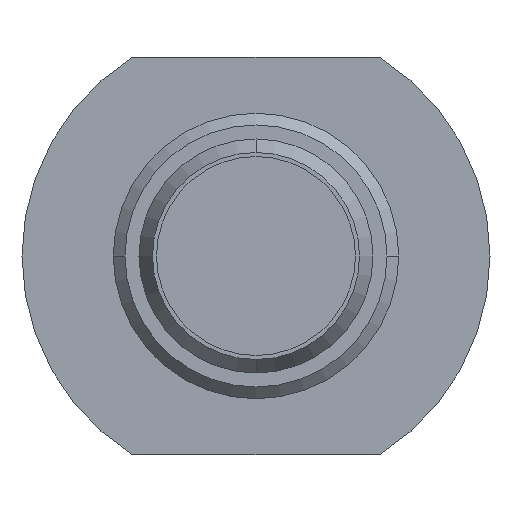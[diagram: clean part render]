
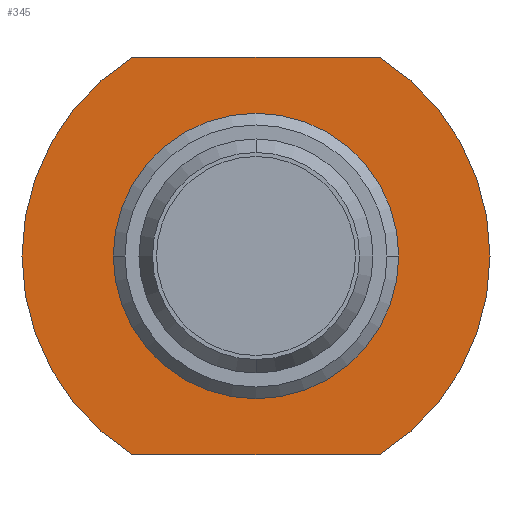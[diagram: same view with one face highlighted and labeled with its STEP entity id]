
A CAD part, front view. The second image highlights one B-rep face of the part: STEP entity #345.
In plain terms, the highlighted planar face has unit normal (0, -1, 0).
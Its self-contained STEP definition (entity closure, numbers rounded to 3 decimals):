
#71=CARTESIAN_POINT('',(0.,32.5,0.));
#72=DIRECTION('',(0.,1.,0.));
#73=DIRECTION('',(-1.,0.,0.));
#74=AXIS2_PLACEMENT_3D('',#71,#72,#73);
#85=CARTESIAN_POINT('',(0.,32.5,0.));
#86=DIRECTION('',(0.,1.,0.));
#87=DIRECTION('',(1.,0.,0.));
#88=AXIS2_PLACEMENT_3D('',#85,#86,#87);
#94=DIRECTION('',(-1.,0.,0.));
#95=VECTOR('',#94,10.536);
#96=CARTESIAN_POINT('',(5.268,32.5,-8.5));
#97=LINE('',#96,#95);
#98=CARTESIAN_POINT('',(0.,32.5,0.));
#99=DIRECTION('',(0.,1.,0.));
#100=DIRECTION('',(-0.527,0.,-0.85));
#101=AXIS2_PLACEMENT_3D('',#98,#99,#100);
#103=DIRECTION('',(1.,0.,0.));
#104=VECTOR('',#103,10.536);
#105=CARTESIAN_POINT('',(-5.268,32.5,8.5));
#106=LINE('',#105,#104);
#107=CARTESIAN_POINT('',(0.,32.5,0.));
#108=DIRECTION('',(0.,1.,0.));
#109=DIRECTION('',(0.527,0.,0.85));
#110=AXIS2_PLACEMENT_3D('',#107,#108,#109);
#146=CARTESIAN_POINT('',(-6.1,32.5,0.));
#147=CARTESIAN_POINT('',(6.1,32.5,0.));
#148=VERTEX_POINT('',#146);
#149=VERTEX_POINT('',#147);
#150=CARTESIAN_POINT('',(5.268,32.5,-8.5));
#151=CARTESIAN_POINT('',(-5.268,32.5,-8.5));
#152=VERTEX_POINT('',#150);
#153=VERTEX_POINT('',#151);
#154=CARTESIAN_POINT('',(-5.268,32.5,8.5));
#155=VERTEX_POINT('',#154);
#156=CARTESIAN_POINT('',(5.268,32.5,8.5));
#157=VERTEX_POINT('',#156);
#326=CARTESIAN_POINT('',(0.,32.5,0.));
#327=DIRECTION('',(0.,1.,0.));
#328=DIRECTION('',(0.,0.,1.));
#329=AXIS2_PLACEMENT_3D('',#326,#327,#328);
#330=PLANE('',#329);
#332=ORIENTED_EDGE('',*,*,#331,.T.);
#334=ORIENTED_EDGE('',*,*,#333,.T.);
#336=ORIENTED_EDGE('',*,*,#335,.T.);
#338=ORIENTED_EDGE('',*,*,#337,.T.);
#339=EDGE_LOOP('',(#332,#334,#336,#338));
#340=FACE_OUTER_BOUND('',#339,.F.);
#341=ORIENTED_EDGE('',*,*,#293,.F.);
#342=ORIENTED_EDGE('',*,*,#308,.F.);
#343=EDGE_LOOP('',(#341,#342));
#344=FACE_BOUND('',#343,.F.);
#345=ADVANCED_FACE('',(#340,#344),#330,.F.);
#75=CIRCLE('',#74,6.1);
#89=CIRCLE('',#88,6.1);
#102=CIRCLE('',#101,10.);
#111=CIRCLE('',#110,10.);
#293=EDGE_CURVE('',#148,#149,#75,.T.);
#308=EDGE_CURVE('',#149,#148,#89,.T.);
#331=EDGE_CURVE('',#152,#153,#97,.T.);
#333=EDGE_CURVE('',#153,#155,#102,.T.);
#335=EDGE_CURVE('',#155,#157,#106,.T.);
#337=EDGE_CURVE('',#157,#152,#111,.T.);
